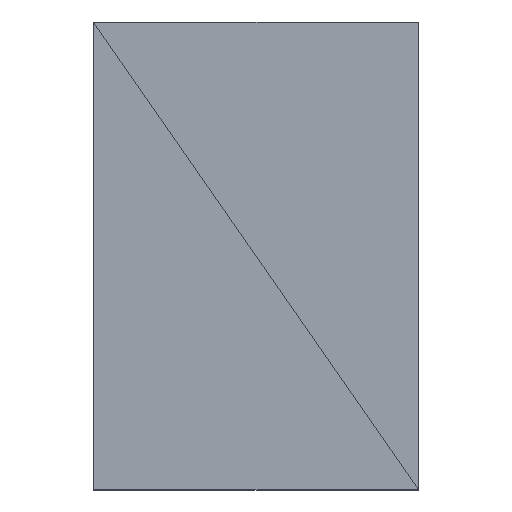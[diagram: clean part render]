
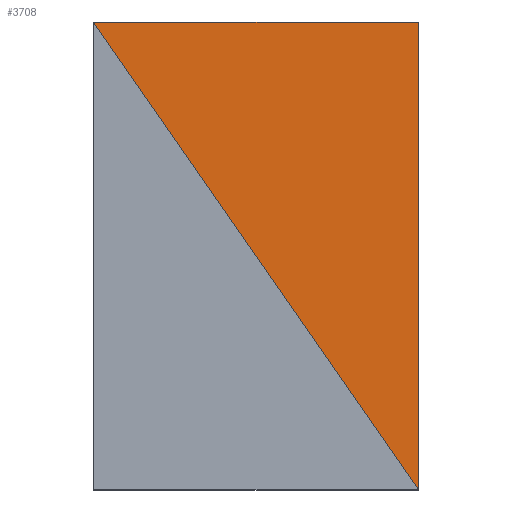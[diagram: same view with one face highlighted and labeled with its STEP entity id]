
A CAD part, left-side view. The second image highlights one B-rep face of the part: STEP entity #3708.
In plain terms, the highlighted planar face has unit normal (-1, 0, 0).
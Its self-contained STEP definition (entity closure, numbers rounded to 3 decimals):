
#1990 = VERTEX_POINT('',#1991);
#1991 = CARTESIAN_POINT('',(-1.715,-0.635,1.834));
#2031 = PLANE('',#2032);
#2032 = AXIS2_PLACEMENT_3D('',#2033,#2034,#2035);
#2033 = CARTESIAN_POINT('',(-1.715,-0.635,1.834));
#2034 = DIRECTION('',(0.,0.,-1.));
#2035 = DIRECTION('',(1.,0.,0.));
#2124 = VERTEX_POINT('',#2125);
#2125 = CARTESIAN_POINT('',(-1.715,0.635,1.834));
#2641 = PLANE('',#2642);
#2642 = AXIS2_PLACEMENT_3D('',#2643,#2644,#2645);
#2643 = CARTESIAN_POINT('',(-0.953,-0.635,0.006));
#2644 = DIRECTION('',(0.,1.,0.));
#2645 = DIRECTION('',(0.,0.,1.));
#3062 = EDGE_CURVE('',#1990,#2124,#3063,.T.);
#3063 = SURFACE_CURVE('',#3064,(#3068,#3075),.PCURVE_S1.);
#3064 = LINE('',#3065,#3066);
#3065 = CARTESIAN_POINT('',(-1.715,-0.635,1.834));
#3066 = VECTOR('',#3067,1.);
#3067 = DIRECTION('',(0.,1.,0.));
#3068 = PCURVE('',#2031,#3069);
#3069 = DEFINITIONAL_REPRESENTATION('',(#3070),#3074);
#3070 = LINE('',#3071,#3072);
#3071 = CARTESIAN_POINT('',(0.,0.));
#3072 = VECTOR('',#3073,1.);
#3073 = DIRECTION('',(0.,-1.));
#3074 = ( GEOMETRIC_REPRESENTATION_CONTEXT(2) 
PARAMETRIC_REPRESENTATION_CONTEXT() REPRESENTATION_CONTEXT('2D SPACE',''
  ) );
#3075 = PCURVE('',#3076,#3081);
#3076 = PLANE('',#3077);
#3077 = AXIS2_PLACEMENT_3D('',#3078,#3079,#3080);
#3078 = CARTESIAN_POINT('',(-1.715,-0.635,1.834));
#3079 = DIRECTION('',(1.,0.,0.));
#3080 = DIRECTION('',(0.,0.57,0.821)
  );
#3081 = DEFINITIONAL_REPRESENTATION('',(#3082),#3086);
#3082 = LINE('',#3083,#3084);
#3083 = CARTESIAN_POINT('',(0.,0.));
#3084 = VECTOR('',#3085,1.);
#3085 = DIRECTION('',(0.57,-0.821));
#3086 = ( GEOMETRIC_REPRESENTATION_CONTEXT(2) 
PARAMETRIC_REPRESENTATION_CONTEXT() REPRESENTATION_CONTEXT('2D SPACE',''
  ) );
#3106 = PLANE('',#3107);
#3107 = AXIS2_PLACEMENT_3D('',#3108,#3109,#3110);
#3108 = CARTESIAN_POINT('',(-1.715,-0.635,0.006));
#3109 = DIRECTION('',(1.,0.,0.));
#3110 = DIRECTION('',(0.,0.,1.));
#3213 = VERTEX_POINT('',#3214);
#3214 = CARTESIAN_POINT('',(-1.715,-0.635,0.006));
#3262 = EDGE_CURVE('',#3213,#1990,#3263,.T.);
#3263 = SURFACE_CURVE('',#3264,(#3268,#3275),.PCURVE_S1.);
#3264 = LINE('',#3265,#3266);
#3265 = CARTESIAN_POINT('',(-1.715,-0.635,0.006));
#3266 = VECTOR('',#3267,1.);
#3267 = DIRECTION('',(0.,0.,1.));
#3268 = PCURVE('',#2641,#3269);
#3269 = DEFINITIONAL_REPRESENTATION('',(#3270),#3274);
#3270 = LINE('',#3271,#3272);
#3271 = CARTESIAN_POINT('',(0.,-0.762));
#3272 = VECTOR('',#3273,1.);
#3273 = DIRECTION('',(1.,0.));
#3274 = ( GEOMETRIC_REPRESENTATION_CONTEXT(2) 
PARAMETRIC_REPRESENTATION_CONTEXT() REPRESENTATION_CONTEXT('2D SPACE',''
  ) );
#3275 = PCURVE('',#3076,#3276);
#3276 = DEFINITIONAL_REPRESENTATION('',(#3277),#3281);
#3277 = LINE('',#3278,#3279);
#3278 = CARTESIAN_POINT('',(-1.502,-1.043));
#3279 = VECTOR('',#3280,1.);
#3280 = DIRECTION('',(0.821,0.57));
#3281 = ( GEOMETRIC_REPRESENTATION_CONTEXT(2) 
PARAMETRIC_REPRESENTATION_CONTEXT() REPRESENTATION_CONTEXT('2D SPACE',''
  ) );
#3708 = ADVANCED_FACE('',(#3709),#3076,.F.);
#3709 = FACE_BOUND('',#3710,.F.);
#3710 = EDGE_LOOP('',(#3711,#3712,#3713));
#3711 = ORIENTED_EDGE('',*,*,#3062,.F.);
#3712 = ORIENTED_EDGE('',*,*,#3262,.F.);
#3713 = ORIENTED_EDGE('',*,*,#3714,.F.);
#3714 = EDGE_CURVE('',#2124,#3213,#3715,.T.);
#3715 = SURFACE_CURVE('',#3716,(#3720,#3727),.PCURVE_S1.);
#3716 = LINE('',#3717,#3718);
#3717 = CARTESIAN_POINT('',(-1.715,0.635,1.834));
#3718 = VECTOR('',#3719,1.);
#3719 = DIRECTION('',(0.,-0.57,
    -0.821));
#3720 = PCURVE('',#3076,#3721);
#3721 = DEFINITIONAL_REPRESENTATION('',(#3722),#3726);
#3722 = LINE('',#3723,#3724);
#3723 = CARTESIAN_POINT('',(0.724,-1.043));
#3724 = VECTOR('',#3725,1.);
#3725 = DIRECTION('',(-1.,0.));
#3726 = ( GEOMETRIC_REPRESENTATION_CONTEXT(2) 
PARAMETRIC_REPRESENTATION_CONTEXT() REPRESENTATION_CONTEXT('2D SPACE',''
  ) );
#3727 = PCURVE('',#3106,#3728);
#3728 = DEFINITIONAL_REPRESENTATION('',(#3729),#3733);
#3729 = LINE('',#3730,#3731);
#3730 = CARTESIAN_POINT('',(1.829,-1.27));
#3731 = VECTOR('',#3732,1.);
#3732 = DIRECTION('',(-0.821,0.57));
#3733 = ( GEOMETRIC_REPRESENTATION_CONTEXT(2) 
PARAMETRIC_REPRESENTATION_CONTEXT() REPRESENTATION_CONTEXT('2D SPACE',''
  ) );
